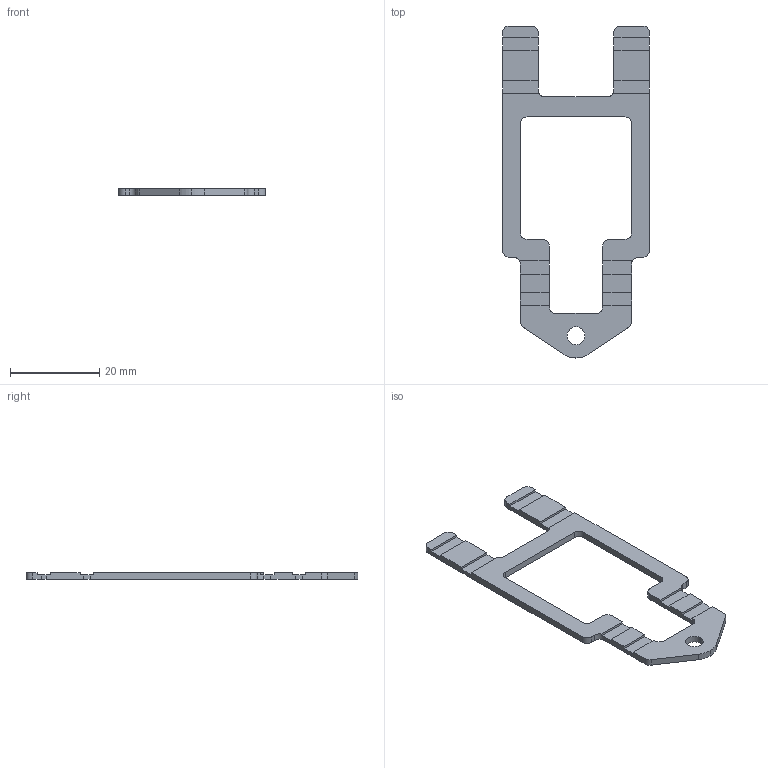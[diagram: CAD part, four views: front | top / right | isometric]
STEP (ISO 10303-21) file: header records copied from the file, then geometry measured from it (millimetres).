
FILE_DESCRIPTION(/* description */ (''),/* implementation_level */ '2;1');
FILE_NAME(/* name */ '8_PR13_B_FRM_CVR_BAT.step',/* time_stamp */ '2011-05-25T17:25:24-04:00',/* author */ (''),/* organization */ (''),/* preprocessor_version */ 'ST-DEVELOPER v11',/* originating_system */ 'SIEMENS PLM Software NX 7.0',/* authorisation */ '');
FILE_SCHEMA (('AUTOMOTIVE_DESIGN { 1 0 10303 214 1 1 1 1 }'));
Length unit declared in the file: millimetre
Products named in the file (1): 8_PR13_B_FRM_CVR_BAT
Bounding box: 33 x 74.54 x 1.5 mm (x, y, z)
Volume: 1455.7 mm3; surface area: 2655.2 mm2
Topology: 1 solids, 1 shells, 122 faces, 333 edges, 211 vertices
Faces by surface type: plane 98, cylinder 24
Entity records: 3816 total; most frequent: CARTESIAN_POINT 667, ORIENTED_EDGE 666, DIRECTION 630, EDGE_CURVE 333, LINE 282, VECTOR 282, VERTEX_POINT 211, AXIS2_PLACEMENT_3D 174
